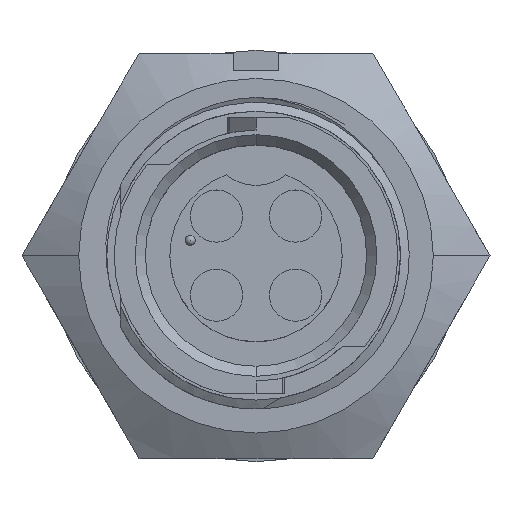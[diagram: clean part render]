
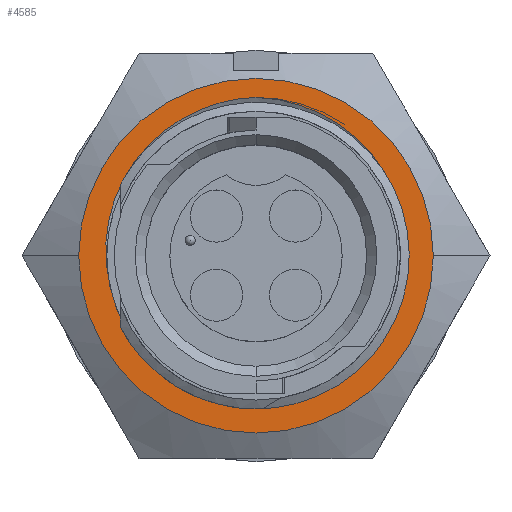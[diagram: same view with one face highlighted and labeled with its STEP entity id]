
A CAD part, top view. The second image highlights one B-rep face of the part: STEP entity #4585.
In plain terms, the highlighted planar face has unit normal (0, 0, 1).
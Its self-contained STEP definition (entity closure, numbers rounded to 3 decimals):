
#82 = CARTESIAN_POINT ( 'NONE',  ( 6.557, 4.028, -6.226 ) ) ;
#152 = CARTESIAN_POINT ( 'NONE',  ( -4.27, 6.536, -6.226 ) ) ;
#212 = CARTESIAN_POINT ( 'NONE',  ( 0., 7.938, -6.226 ) ) ;
#264 = CARTESIAN_POINT ( 'NONE',  ( -7.4, -1.192, -6.226 ) ) ;
#300 = DIRECTION ( 'NONE',  ( 0., 0., -1. ) ) ;
#679 = CARTESIAN_POINT ( 'NONE',  ( 2.242, 7.558, -6.226 ) ) ;
#707 = AXIS2_PLACEMENT_3D ( 'NONE', #5301, #8605, #1212 ) ;
#784 = CARTESIAN_POINT ( 'NONE',  ( 1.136, 7.824, -6.226 ) ) ;
#887 = CARTESIAN_POINT ( 'NONE',  ( 0.286, 7.929, -6.226 ) ) ;
#919 = B_SPLINE_CURVE_WITH_KNOTS ( 'NONE', 3,
 ( #10671, #887, #9086, #784, #4063, #679, #3193, #8932, #2504, #5584, #7362, #10621, #82, #8284, #1489, #4014, #3239, #6454, #4113, #9913 ),
 .UNSPECIFIED., .F., .F.,
 ( 4, 2, 2, 2, 2, 2, 2, 2, 2, 4 ),
 ( 0., 0.001, 0.002, 0.003, 0.005, 0.007, 0.009, 0.01, 0.012, 0.014 ),
 .UNSPECIFIED. ) ;
#1019 = CARTESIAN_POINT ( 'NONE',  ( -6.251, 4.521, -6.226 ) ) ;
#1212 = DIRECTION ( 'NONE',  ( -1., 0., 0. ) ) ;
#1236 = DIRECTION ( 'NONE',  ( -1., 0., 0. ) ) ;
#1267 = CARTESIAN_POINT ( 'NONE',  ( 0., 0., -6.226 ) ) ;
#1489 = CARTESIAN_POINT ( 'NONE',  ( 7.23, 2.457, -6.226 ) ) ;
#1975 = DIRECTION ( 'NONE',  ( -1., 0., 0. ) ) ;
#2048 = FACE_BOUND ( 'NONE', #3531, .T. ) ;
#2395 = AXIS2_PLACEMENT_3D ( 'NONE', #9219, #3638, #1236 ) ;
#2504 = CARTESIAN_POINT ( 'NONE',  ( 4.269, 6.536, -6.226 ) ) ;
#2658 = ORIENTED_EDGE ( 'NONE', *, *, #4978, .T. ) ;
#2690 = FACE_OUTER_BOUND ( 'NONE', #3470, .T. ) ;
#2738 = CARTESIAN_POINT ( 'NONE',  ( -7.475, 1.358, -6.226 ) ) ;
#3193 = CARTESIAN_POINT ( 'NONE',  ( 2.774, 7.36, -6.226 ) ) ;
#3197 = CARTESIAN_POINT ( 'NONE',  ( -7.334, -1.47, -6.226 ) ) ;
#3239 = CARTESIAN_POINT ( 'NONE',  ( 7.537, 0.781, -6.226 ) ) ;
#3260 = CIRCLE ( 'NONE', #5693, 7.48 ) ;
#3418 = CARTESIAN_POINT ( 'NONE',  ( -2.248, 7.557, -6.226 ) ) ;
#3470 = EDGE_LOOP ( 'NONE', ( #10048, #6233 ) ) ;
#3514 = VERTEX_POINT ( 'NONE', #10334 ) ;
#3525 = CARTESIAN_POINT ( 'NONE',  ( -5.156, 5.813, -6.226 ) ) ;
#3531 = EDGE_LOOP ( 'NONE', ( #9317, #2658, #7546 ) ) ;
#3627 = AXIS2_PLACEMENT_3D ( 'NONE', #9530, #300, #1975 ) ;
#3638 = DIRECTION ( 'NONE',  ( 0., 0., -1. ) ) ;
#3788 = VERTEX_POINT ( 'NONE', #7292 ) ;
#4014 = CARTESIAN_POINT ( 'NONE',  ( 7.475, 1.355, -6.226 ) ) ;
#4063 = CARTESIAN_POINT ( 'NONE',  ( 1.417, 7.769, -6.226 ) ) ;
#4113 = CARTESIAN_POINT ( 'NONE',  ( 7.466, -0.913, -6.226 ) ) ;
#4241 = CARTESIAN_POINT ( 'NONE',  ( -7.334, -1.47, -6.226 ) ) ;
#4298 = CARTESIAN_POINT ( 'NONE',  ( -1.142, 7.839, -6.226 ) ) ;
#4463 = CARTESIAN_POINT ( 'NONE',  ( -7.225, 2.475, -6.226 ) ) ;
#4585 = ADVANCED_FACE ( 'NONE', ( #2048, #2690 ), #8475, .F. ) ;
#4660 = DIRECTION ( 'NONE',  ( 0., 0., 1. ) ) ;
#4978 = EDGE_CURVE ( 'NONE', #3514, #9240, #919, .T. ) ;
#5050 = CARTESIAN_POINT ( 'NONE',  ( -3.795, 6.844, -6.226 ) ) ;
#5215 = CARTESIAN_POINT ( 'NONE',  ( -7.536, 0.794, -6.226 ) ) ;
#5301 = CARTESIAN_POINT ( 'NONE',  ( 0., 0., -6.226 ) ) ;
#5470 = CARTESIAN_POINT ( 'NONE',  ( 7.334, -1.47, -6.226 ) ) ;
#5545 = EDGE_CURVE ( 'NONE', #5758, #3514, #10586, .T. ) ;
#5584 = CARTESIAN_POINT ( 'NONE',  ( 5.145, 5.822, -6.226 ) ) ;
#5693 = AXIS2_PLACEMENT_3D ( 'NONE', #1267, #4660, #8821 ) ;
#5758 = VERTEX_POINT ( 'NONE', #3197 ) ;
#6085 = CARTESIAN_POINT ( 'NONE',  ( -7.517, -0.343, -6.226 ) ) ;
#6143 = CARTESIAN_POINT ( 'NONE',  ( -2.787, 7.354, -6.226 ) ) ;
#6233 = ORIENTED_EDGE ( 'NONE', *, *, #9339, .F. ) ;
#6454 = CARTESIAN_POINT ( 'NONE',  ( 7.532, -0.351, -6.226 ) ) ;
#6701 = EDGE_CURVE ( 'NONE', #5758, #9240, #3260, .T. ) ;
#7100 = CIRCLE ( 'NONE', #3627, 8.89 ) ;
#7292 = CARTESIAN_POINT ( 'NONE',  ( 8.89, 0., -6.226 ) ) ;
#7362 = CARTESIAN_POINT ( 'NONE',  ( 5.55, 5.413, -6.226 ) ) ;
#7546 = ORIENTED_EDGE ( 'NONE', *, *, #6701, .F. ) ;
#7602 = CARTESIAN_POINT ( 'NONE',  ( -5.552, 5.41, -6.226 ) ) ;
#7714 = CARTESIAN_POINT ( 'NONE',  ( -7.45, -0.91, -6.226 ) ) ;
#7770 = CARTESIAN_POINT ( 'NONE',  ( -6.555, 4.03, -6.226 ) ) ;
#8284 = CARTESIAN_POINT ( 'NONE',  ( 7.047, 2.994, -6.226 ) ) ;
#8289 = CIRCLE ( 'NONE', #707, 8.89 ) ;
#8295 = EDGE_CURVE ( 'NONE', #9758, #3788, #8289, .T. ) ;
#8475 = PLANE ( 'NONE',  #2395 ) ;
#8574 = CARTESIAN_POINT ( 'NONE',  ( -7.04, 3.009, -6.226 ) ) ;
#8605 = DIRECTION ( 'NONE',  ( 0., 0., -1. ) ) ;
#8821 = DIRECTION ( 'NONE',  ( 1., 0., 0. ) ) ;
#8932 = CARTESIAN_POINT ( 'NONE',  ( 3.795, 6.845, -6.226 ) ) ;
#9086 = CARTESIAN_POINT ( 'NONE',  ( 0.57, 7.904, -6.226 ) ) ;
#9219 = CARTESIAN_POINT ( 'NONE',  ( -5.866, -10.16, -6.226 ) ) ;
#9240 = VERTEX_POINT ( 'NONE', #5470 ) ;
#9264 = CARTESIAN_POINT ( 'NONE',  ( -7.534, -0.057, -6.226 ) ) ;
#9317 = ORIENTED_EDGE ( 'NONE', *, *, #5545, .T. ) ;
#9339 = EDGE_CURVE ( 'NONE', #3788, #9758, #7100, .T. ) ;
#9436 = CARTESIAN_POINT ( 'NONE',  ( -0.572, 7.92, -6.226 ) ) ;
#9530 = CARTESIAN_POINT ( 'NONE',  ( 0., 0., -6.226 ) ) ;
#9611 = CARTESIAN_POINT ( 'NONE',  ( -8.89, 0., -6.226 ) ) ;
#9758 = VERTEX_POINT ( 'NONE', #9611 ) ;
#9913 = CARTESIAN_POINT ( 'NONE',  ( 7.334, -1.47, -6.226 ) ) ;
#10048 = ORIENTED_EDGE ( 'NONE', *, *, #8295, .F. ) ;
#10334 = CARTESIAN_POINT ( 'NONE',  ( 0., 7.938, -6.226 ) ) ;
#10586 = B_SPLINE_CURVE_WITH_KNOTS ( 'NONE', 3,
 ( #4241, #264, #7714, #6085, #9264, #5215, #2738, #4463, #8574, #7770, #1019, #7602, #3525, #152, #5050, #6143, #3418, #4298, #9436, #212 ),
 .UNSPECIFIED., .F., .F.,
 ( 4, 2, 2, 2, 2, 2, 2, 2, 2, 4 ),
 ( 0., 0.001, 0.002, 0.003, 0.005, 0.007, 0.009, 0.01, 0.012, 0.014 ),
 .UNSPECIFIED. ) ;
#10621 = CARTESIAN_POINT ( 'NONE',  ( 6.255, 4.516, -6.226 ) ) ;
#10671 = CARTESIAN_POINT ( 'NONE',  ( 0., 7.938, -6.226 ) ) ;
